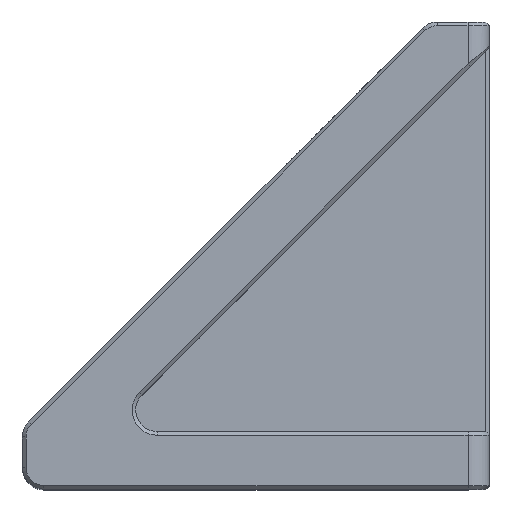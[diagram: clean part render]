
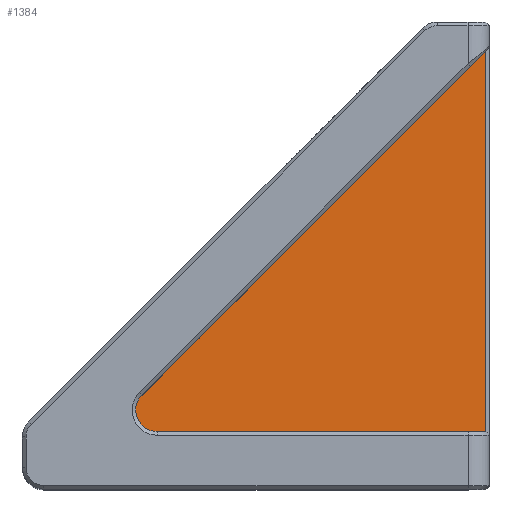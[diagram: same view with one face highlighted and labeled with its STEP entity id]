
A CAD part, top view. The second image highlights one B-rep face of the part: STEP entity #1384.
In plain terms, the highlighted planar face has unit normal (0, 0, 1).
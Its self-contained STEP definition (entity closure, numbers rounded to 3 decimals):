
#124 = CARTESIAN_POINT ( 'NONE',  ( 65., 61.479, 17. ) ) ;
#157 = CARTESIAN_POINT ( 'NONE',  ( 15.763, 11., 17. ) ) ;
#219 = VERTEX_POINT ( 'NONE', #224 ) ;
#224 = CARTESIAN_POINT ( 'NONE',  ( 64.5, 8., 17. ) ) ;
#322 = VERTEX_POINT ( 'NONE', #5558 ) ;
#341 = DIRECTION ( 'NONE',  ( 1., 0., 0. ) ) ;
#436 = DIRECTION ( 'NONE',  ( 0., 0., -1. ) ) ;
#1001 = DIRECTION ( 'NONE',  ( 0., 0., 1. ) ) ;
#1225 = CARTESIAN_POINT ( 'NONE',  ( 18.763, 11., 17. ) ) ;
#1232 = CARTESIAN_POINT ( 'NONE',  ( 11.521, 8., 17. ) ) ;
#1360 = VECTOR ( 'NONE', #341, 1000. ) ;
#1384 = ADVANCED_FACE ( 'NONE', ( #1751 ), #2682, .F. ) ;
#1426 = ORIENTED_EDGE ( 'NONE', *, *, #1782, .T. ) ;
#1475 = ORIENTED_EDGE ( 'NONE', *, *, #5092, .T. ) ;
#1498 = CARTESIAN_POINT ( 'NONE',  ( 16.642, 13.121, 17. ) ) ;
#1674 = DIRECTION ( 'NONE',  ( -1., 0., 0. ) ) ;
#1751 = FACE_OUTER_BOUND ( 'NONE', #2164, .T. ) ;
#1762 = AXIS2_PLACEMENT_3D ( 'NONE', #3705, #1001, #4164 ) ;
#1782 = EDGE_CURVE ( 'NONE', #5763, #322, #4719, .T. ) ;
#1811 = VERTEX_POINT ( 'NONE', #4612 ) ;
#2064 = ORIENTED_EDGE ( 'NONE', *, *, #3642, .T. ) ;
#2164 = EDGE_LOOP ( 'NONE', ( #1475, #5112, #3994, #2064, #1426 ) ) ;
#2553 = LINE ( 'NONE', #1232, #1360 ) ;
#2571 = CARTESIAN_POINT ( 'NONE',  ( 64.5, 0., 17. ) ) ;
#2682 = PLANE ( 'NONE',  #4109 ) ;
#2697 = EDGE_CURVE ( 'NONE', #1811, #5751, #2716, .T. ) ;
#2698 = VECTOR ( 'NONE', #5710, 1000. ) ;
#2716 = LINE ( 'NONE', #124, #4836 ) ;
#2839 = AXIS2_PLACEMENT_3D ( 'NONE', #1225, #4391, #1674 ) ;
#3134 = CARTESIAN_POINT ( 'NONE',  ( 0., 0., 17. ) ) ;
#3595 = DIRECTION ( 'NONE',  ( -1., 0., 0. ) ) ;
#3642 = EDGE_CURVE ( 'NONE', #5751, #5763, #5497, .T. ) ;
#3705 = CARTESIAN_POINT ( 'NONE',  ( 18.763, 11., 17. ) ) ;
#3886 = LINE ( 'NONE', #2571, #2698 ) ;
#3994 = ORIENTED_EDGE ( 'NONE', *, *, #2697, .T. ) ;
#4109 = AXIS2_PLACEMENT_3D ( 'NONE', #3134, #436, #3595 ) ;
#4164 = DIRECTION ( 'NONE',  ( -1., 0., 0. ) ) ;
#4179 = DIRECTION ( 'NONE',  ( -0.707, -0.707, 0. ) ) ;
#4391 = DIRECTION ( 'NONE',  ( 0., 0., 1. ) ) ;
#4612 = CARTESIAN_POINT ( 'NONE',  ( 64.5, 60.979, 17. ) ) ;
#4719 = CIRCLE ( 'NONE', #1762, 3. ) ;
#4836 = VECTOR ( 'NONE', #4179, 1000. ) ;
#5055 = EDGE_CURVE ( 'NONE', #219, #1811, #3886, .T. ) ;
#5092 = EDGE_CURVE ( 'NONE', #322, #219, #2553, .T. ) ;
#5112 = ORIENTED_EDGE ( 'NONE', *, *, #5055, .T. ) ;
#5497 = CIRCLE ( 'NONE', #2839, 3. ) ;
#5558 = CARTESIAN_POINT ( 'NONE',  ( 18.763, 8., 17. ) ) ;
#5710 = DIRECTION ( 'NONE',  ( 0., 1., 0. ) ) ;
#5751 = VERTEX_POINT ( 'NONE', #1498 ) ;
#5763 = VERTEX_POINT ( 'NONE', #157 ) ;
